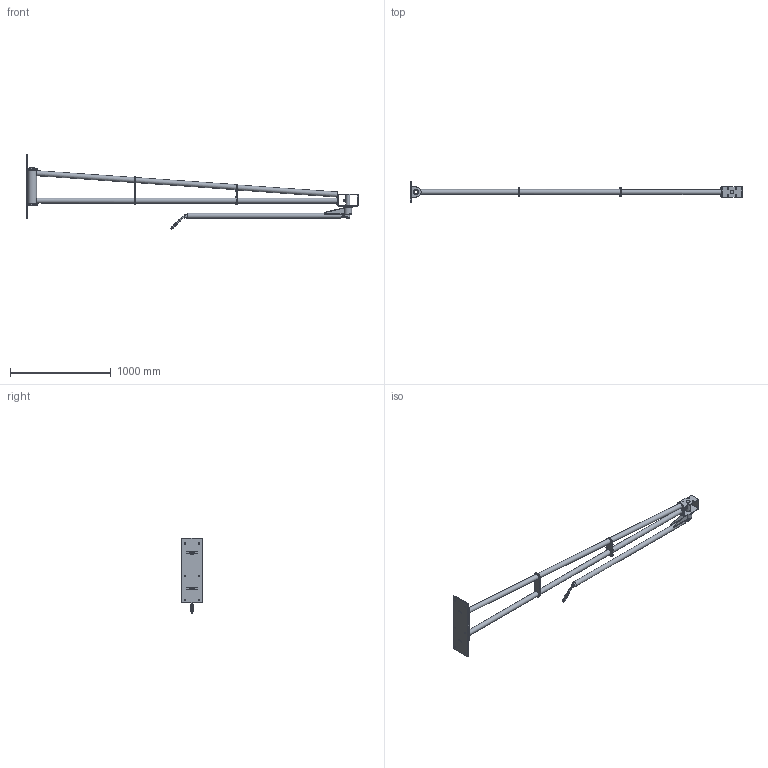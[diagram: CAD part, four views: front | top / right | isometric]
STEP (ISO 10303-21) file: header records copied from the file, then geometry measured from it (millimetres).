
FILE_DESCRIPTION(/* description */ (''),/* implementation_level */ '2;1');
FILE_NAME(/* name */ '60.973.stp',/* time_stamp */ '2019-03-07T07:38:16+01:00',/* author */ ('d.raschle'),/* organization */ (''),/* preprocessor_version */ 'ST-DEVELOPER v16.1',/* originating_system */ 'Autodesk Inventor 2016',/* authorisation */ '');
FILE_SCHEMA (('AUTOMOTIVE_DESIGN { 1 0 10303 214 3 1 1 }'));
Length unit declared in the file: millimetre
Products named in the file (1): Bauteil4
Bounding box: 3296.5 x 200 x 745.66 mm (x, y, z)
Volume: 6302876.1 mm3; surface area: 3243015.7 mm2
Topology: 6 solids, 28 shells, 1170 faces, 2851 edges, 1805 vertices
Faces by surface type: plane 542, cylinder 302, cone 199, torus 97, sphere 21, bspline 9
Full cylindrical faces by diameter (mm): 5 x3, 6 x3, 6.4 x3, 7 x5, 7.323 x10, 8 x20, 8.5 x10, 9.2 x1, 10 x2, 10.5 x1, 10.7 x2, 10.917 x1, 11.2 x1, 11.4 x10, 11.445 x2, 11.45 x2, 11.85 x1, 12 x15, 12.2 x1, 13.16 x1, 13.45 x2, 14 x2, 14.2 x1, 14.5 x1, 14.6 x1, 14.8 x1, 15 x2, 16.5 x1, 16.66 x1, 16.662 x1
Entity records: 35688 total; most frequent: CARTESIAN_POINT 9588, DIRECTION 5235, ORIENTED_EDGE 4778, EDGE_CURVE 2337, AXIS2_PLACEMENT_3D 2189, EDGE_LOOP 1699, VERTEX_POINT 1633, ADVANCED_FACE 1170
